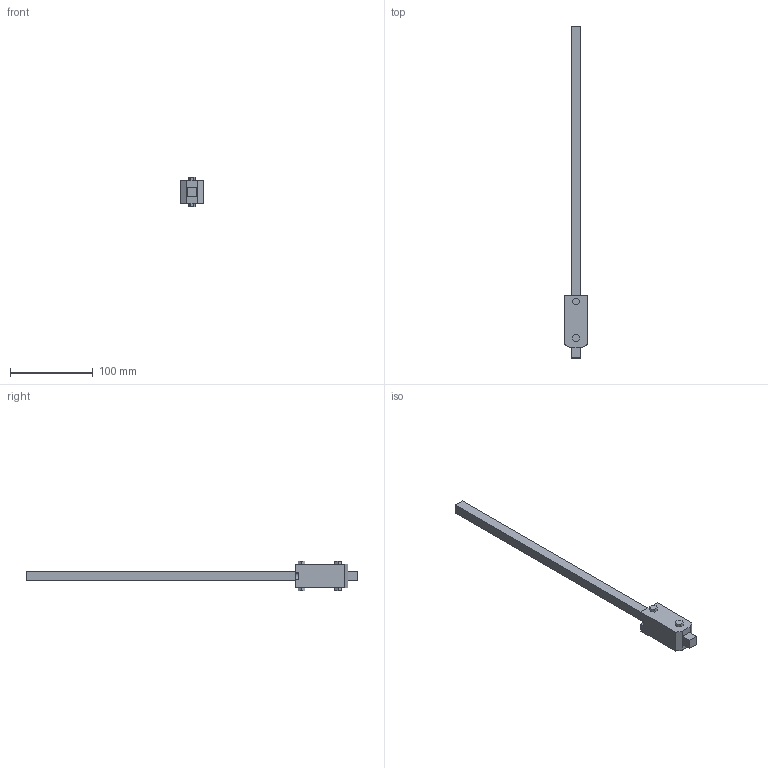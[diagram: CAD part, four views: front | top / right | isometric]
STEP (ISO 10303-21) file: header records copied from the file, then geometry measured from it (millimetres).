
FILE_DESCRIPTION((''),'2;1');
FILE_NAME('14011540_ASM','2021-09-23T',('marketing.praksa'),('Audax d.o.o.'),'CREO PARAMETRIC BY PTC INC, 2017480','CREO PARAMETRIC BY PTC INC, 2017480','');
FILE_SCHEMA(('AUTOMOTIVE_DESIGN { 1 0 10303 214 1 1 1 1 }'));
Length unit declared in the file: millimetre
Products named in the file (4): 14011540_02; 14011540_06; PRT7218; 14011540_ASM
Assembly tree (3 placements, depth 2):
  14011540_ASM
    14011540_02
    14011540_06
    PRT7218
Bounding box: 28 x 400 x 35.62 mm (x, y, z)
Volume: 99090.2 mm3; surface area: 31073.4 mm2
Topology: 5 solids, 5 shells, 159 faces, 422 edges, 282 vertices
Faces by surface type: plane 110, cylinder 49
Entity records: 7773 total; most frequent: CARTESIAN_POINT 880, DIRECTION 854, ORIENTED_EDGE 844, PRESENTATION_STYLE_ASSIGNMENT 586, STYLED_ITEM 586, CURVE_STYLE 422, EDGE_CURVE 422, VECTOR 322
